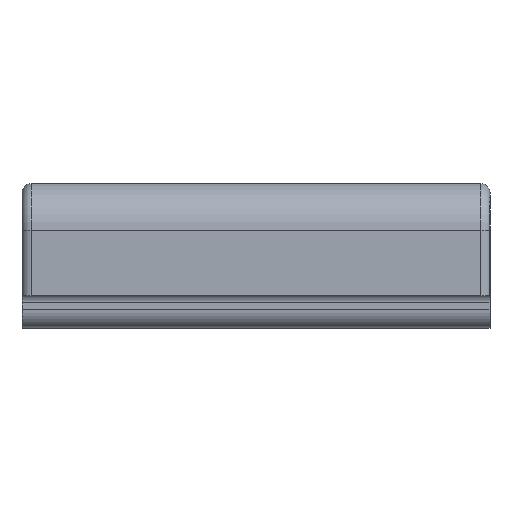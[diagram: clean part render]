
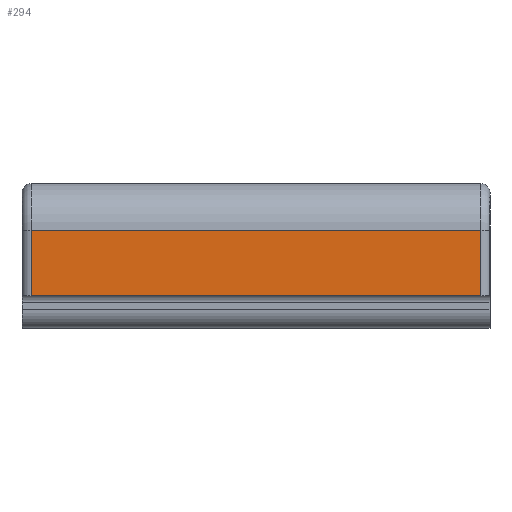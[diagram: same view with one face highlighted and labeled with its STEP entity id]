
A CAD part, left-side view. The second image highlights one B-rep face of the part: STEP entity #294.
In plain terms, the highlighted planar face has unit normal (-1, 0, 0).
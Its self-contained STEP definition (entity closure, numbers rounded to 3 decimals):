
#41 = CARTESIAN_POINT ( 'NONE',  ( -60., -25., 0. ) ) ;
#112 = DIRECTION ( 'NONE',  ( 0., 0., 1. ) ) ;
#129 = ORIENTED_EDGE ( 'NONE', *, *, #972, .T. ) ;
#247 = DIRECTION ( 'NONE',  ( 0., -1., 0. ) ) ;
#262 = DIRECTION ( 'NONE',  ( 0., 0., -1. ) ) ;
#294 = ADVANCED_FACE ( 'NONE', ( #1154 ), #1888, .F. ) ;
#297 = ORIENTED_EDGE ( 'NONE', *, *, #628, .T. ) ;
#329 = CARTESIAN_POINT ( 'NONE',  ( -60., -25., 7. ) ) ;
#394 = CARTESIAN_POINT ( 'NONE',  ( -60., -25., 12. ) ) ;
#433 = DIRECTION ( 'NONE',  ( 1., 0., 0. ) ) ;
#462 = AXIS2_PLACEMENT_3D ( 'NONE', #394, #433, #262 ) ;
#512 = ORIENTED_EDGE ( 'NONE', *, *, #801, .T. ) ;
#526 = VECTOR ( 'NONE', #112, 1000. ) ;
#605 = CARTESIAN_POINT ( 'NONE',  ( -60., 24., 12. ) ) ;
#628 = EDGE_CURVE ( 'NONE', #680, #1224, #2243, .T. ) ;
#659 = LINE ( 'NONE', #1040, #526 ) ;
#680 = VERTEX_POINT ( 'NONE', #991 ) ;
#695 = EDGE_CURVE ( 'NONE', #1529, #680, #2292, .T. ) ;
#801 = EDGE_CURVE ( 'NONE', #1224, #2214, #659, .T. ) ;
#972 = EDGE_CURVE ( 'NONE', #2214, #1529, #1995, .T. ) ;
#991 = CARTESIAN_POINT ( 'NONE',  ( -60., 24., 0. ) ) ;
#1040 = CARTESIAN_POINT ( 'NONE',  ( -60., -24., 12. ) ) ;
#1154 = FACE_OUTER_BOUND ( 'NONE', #1777, .T. ) ;
#1224 = VERTEX_POINT ( 'NONE', #2331 ) ;
#1260 = VECTOR ( 'NONE', #2107, 1000. ) ;
#1412 = VECTOR ( 'NONE', #1650, 1000. ) ;
#1529 = VERTEX_POINT ( 'NONE', #1748 ) ;
#1604 = VECTOR ( 'NONE', #247, 1000. ) ;
#1650 = DIRECTION ( 'NONE',  ( 0., 1., 0. ) ) ;
#1691 = ORIENTED_EDGE ( 'NONE', *, *, #695, .T. ) ;
#1748 = CARTESIAN_POINT ( 'NONE',  ( -60., 24., 7. ) ) ;
#1777 = EDGE_LOOP ( 'NONE', ( #297, #512, #129, #1691 ) ) ;
#1888 = PLANE ( 'NONE',  #462 ) ;
#1995 = LINE ( 'NONE', #329, #1412 ) ;
#2107 = DIRECTION ( 'NONE',  ( 0., 0., -1. ) ) ;
#2214 = VERTEX_POINT ( 'NONE', #2228 ) ;
#2228 = CARTESIAN_POINT ( 'NONE',  ( -60., -24., 7. ) ) ;
#2243 = LINE ( 'NONE', #41, #1604 ) ;
#2292 = LINE ( 'NONE', #605, #1260 ) ;
#2331 = CARTESIAN_POINT ( 'NONE',  ( -60., -24., 0. ) ) ;
